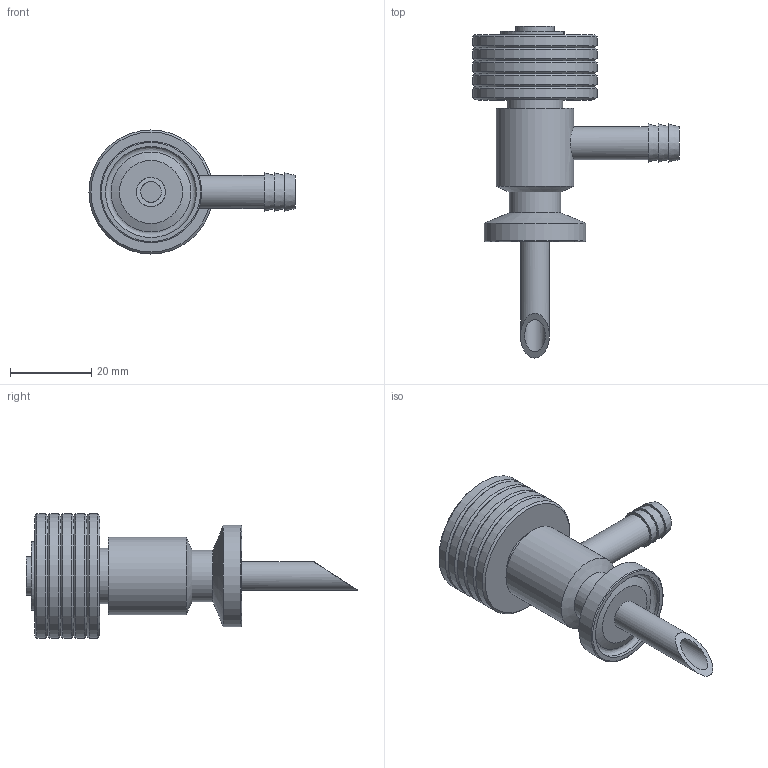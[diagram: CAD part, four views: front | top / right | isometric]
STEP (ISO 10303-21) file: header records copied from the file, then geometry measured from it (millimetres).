
FILE_DESCRIPTION((''),'2;1');
FILE_NAME('OFSV90F - 1.13 EXT - LR.stp','2013-11-25T15:44:33',('Administrator'),(''),'Autodesk Inventor 2010','Autodesk Inventor 2010','');
FILE_SCHEMA(('AUTOMOTIVE_DESIGN { 1 0 10303 214 1 1 1 1 }'));
Length unit declared in the file: inch
Products named in the file (1): OFSV90F - 1.13 EXT - LR_Shrinkwrap_1
Bounding box: 50.64 x 81.53 x 30.48 mm (x, y, z)
Surface area: 10199.7 mm2 (no closed solid volume)
Topology: 0 solids, 11 shells, 70 faces, 159 edges, 105 vertices
Faces by surface type: cylinder 30, plane 22, cone 16, torus 1, bspline 1
Full cylindrical faces by diameter (mm): 1.524 x1, 4.699 x1, 5.08 x1, 7.112 x1, 7.696 x1, 7.874 x1, 8.128 x1, 9.017 x1, 9.398 x1, 9.525 x1, 9.906 x1, 12.7 x1, 13.716 x1, 19.05 x1, 22.352 x1, 24.892 x1, 30.48 x5
Entity records: 2122 total; most frequent: CARTESIAN_POINT 541, DIRECTION 330, ORIENTED_EDGE 189, AXIS2_PLACEMENT_3D 150, EDGE_LOOP 126, EDGE_CURVE 117, VERTEX_POINT 102, CIRCLE 78
